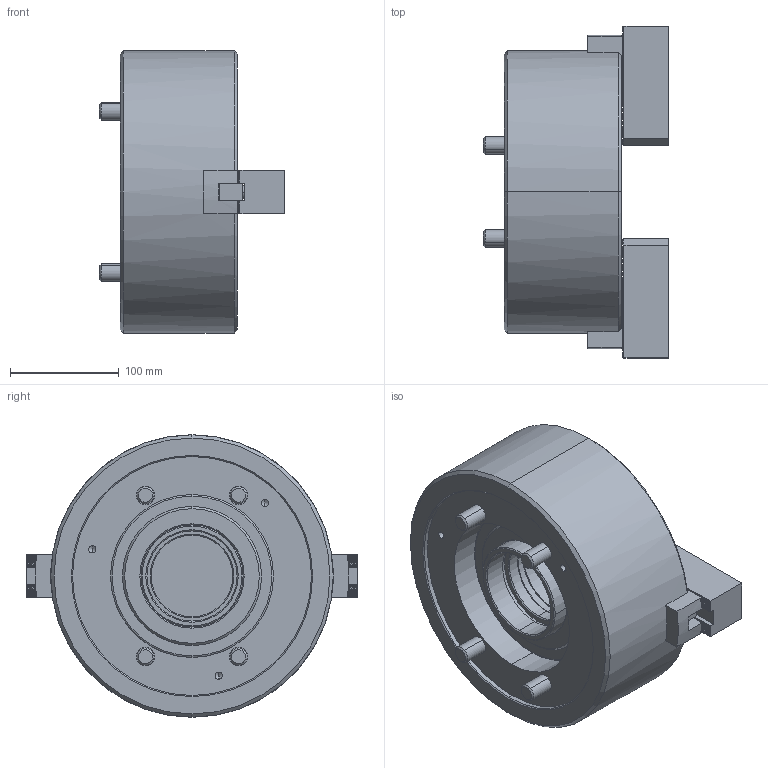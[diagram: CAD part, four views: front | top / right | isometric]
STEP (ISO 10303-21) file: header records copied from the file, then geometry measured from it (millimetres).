
FILE_DESCRIPTION (( 'STEP AP203' ), '1' );
FILE_NAME ('CF-2L-210.STEP', '2021-08-18T02:15:57', ( '' ), ( '' ), 'SwSTEP 2.0', 'SolidWorks 2016', '' );
FILE_SCHEMA (( 'CONFIG_CONTROL_DESIGN' ));
Length unit declared in the file: millimetre
Products named in the file (12): SJ-10; 圓頭內六角螺栓_M12x30; CF-2L-210-01000; 圓頭內六角螺栓_M16x110; CF-3L-210-02000; 半圓頭六角孔螺栓_M5x10; CF-3L-210-03000; CF-2L-210; CF-3L-210-04000; CF-2L-210-05000; CF-3H-10-08000; CF-3H-210-04000(T型塊)
Assembly tree (23 placements, depth 2):
  CF-2L-210
    CF-2L-210-01000
    CF-3L-210-02000
    CF-3L-210-03000  x2
    CF-3L-210-04000
    CF-2L-210-05000
    CF-3H-10-08000
    CF-3H-210-04000(T型塊)  x2
    SJ-10  x2
    圓頭內六角螺栓_M12x30  x4
    圓頭內六角螺栓_M16x110  x4
    半圓頭六角孔螺栓_M5x10  x4
Bounding box: 170.3 x 305.5 x 260 mm (x, y, z)
Volume: 5210031.3 mm3; surface area: 548487.6 mm2
Topology: 23 solids, 23 shells, 2460 faces, 6961 edges, 4567 vertices
Faces by surface type: plane 1696, cylinder 632, cone 118, torus 14
Entity records: 41326 total; most frequent: CARTESIAN_POINT 8558, ORIENTED_EDGE 7010, DIRECTION 5890, EDGE_CURVE 3505, LINE 2688, VECTOR 2688, VERTEX_POINT 2313, AXIS2_PLACEMENT_3D 1601
